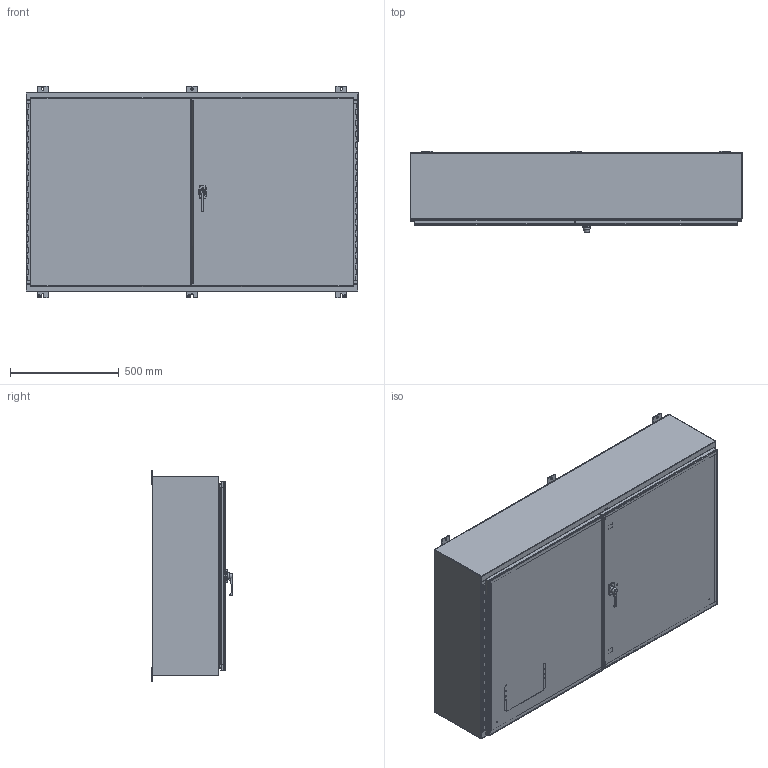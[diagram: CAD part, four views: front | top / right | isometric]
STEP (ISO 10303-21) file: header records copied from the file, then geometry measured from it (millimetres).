
FILE_DESCRIPTION (( 'STEP AP214' ), '1' );
FILE_NAME ('1422UX12.STEP', '2019-11-07T23:05:42', ( '' ), ( '' ), 'SwSTEP 2.0', 'SolidWorks 2019', '' );
FILE_SCHEMA (( 'AUTOMOTIVE_DESIGN' ));
Length unit declared in the file: inch
Products named in the file (1): 1422UX12
Bounding box: 1524 x 371.78 x 971.55 mm (x, y, z)
Volume: 13798644.3 mm3; surface area: 12841440.5 mm2
Topology: 80 solids, 80 shells, 1732 faces, 4375 edges, 2819 vertices
Faces by surface type: plane 1049, cylinder 565, bspline 103, cone 11, torus 4
Full cylindrical faces by diameter (mm): 2.54 x2, 3.238 x2, 3.967 x2, 4.572 x2, 4.762 x7, 4.763 x1, 4.801 x2, 4.978 x2, 5.461 x4, 5.537 x4, 5.563 x1, 6.35 x5, 7.137 x4, 7.722 x12, 7.805 x11, 7.937 x4, 7.938 x3, 8.382 x8, 9.525 x8, 10.211 x2, 11.113 x3, 11.125 x1, 11.303 x9, 12.7 x14, 15.24 x1, 16.51 x8, 19.05 x4, 20.904 x1, 23.812 x1, 25.4 x10
Entity records: 56208 total; most frequent: CARTESIAN_POINT 14119, ORIENTED_EDGE 8344, DIRECTION 8300, EDGE_CURVE 4172, VERTEX_POINT 2809, LINE 2780, VECTOR 2780, AXIS2_PLACEMENT_3D 2760
